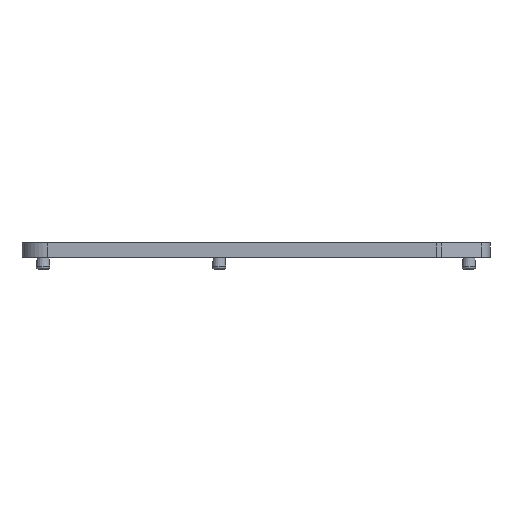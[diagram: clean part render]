
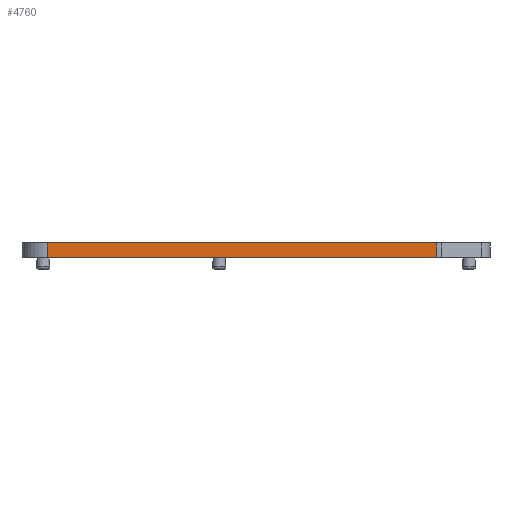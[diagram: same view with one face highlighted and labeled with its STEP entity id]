
A CAD part, front view. The second image highlights one B-rep face of the part: STEP entity #4760.
In plain terms, the highlighted planar face has unit normal (0, -1, 0).
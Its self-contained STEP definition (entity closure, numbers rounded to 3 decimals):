
#4269=CARTESIAN_POINT('',(-9.709,-244.318,-88.357));
#4270=VERTEX_POINT('',#4269);
#4443=CARTESIAN_POINT('',(49.767,-244.318,-88.357));
#4444=VERTEX_POINT('',#4443);
#4452=CARTESIAN_POINT('',(49.767,-244.318,-88.357));
#4453=DIRECTION('',(-1.,0.,0.));
#4454=VECTOR('',#4453,59.476);
#4455=LINE('',#4452,#4454);
#4456=EDGE_CURVE('',#4444,#4270,#4455,.T.);
#4730=CARTESIAN_POINT('',(20.029,-244.318,-89.457));
#4731=DIRECTION('',(0.,0.,1.));
#4732=DIRECTION('',(0.,-1.,0.));
#4733=AXIS2_PLACEMENT_3D('',#4730,#4732,#4731);
#4734=PLANE('',#4733);
#4735=CARTESIAN_POINT('',(49.767,-244.318,-90.557));
#4736=VERTEX_POINT('',#4735);
#4737=CARTESIAN_POINT('',(-9.709,-244.318,-90.557));
#4738=VERTEX_POINT('',#4737);
#4739=CARTESIAN_POINT('',(49.767,-244.318,-90.557));
#4740=DIRECTION('',(-1.,0.,0.));
#4741=VECTOR('',#4740,59.476);
#4742=LINE('',#4739,#4741);
#4743=EDGE_CURVE('',#4736,#4738,#4742,.T.);
#4744=ORIENTED_EDGE('E2194',*,*,#4743,.F.);
#4745=CARTESIAN_POINT('',(49.767,-244.318,-88.357));
#4746=DIRECTION('',(0.,0.,-1.));
#4747=VECTOR('',#4746,2.2);
#4748=LINE('',#4745,#4747);
#4749=EDGE_CURVE('',#4444,#4736,#4748,.T.);
#4750=ORIENTED_EDGE('E616',*,*,#4749,.F.);
#4751=ORIENTED_EDGE('E616',*,*,#4456,.T.);
#4752=CARTESIAN_POINT('',(-9.709,-244.318,-88.357));
#4753=DIRECTION('',(0.,0.,-1.));
#4754=VECTOR('',#4753,2.2);
#4755=LINE('',#4752,#4754);
#4756=EDGE_CURVE('',#4270,#4738,#4755,.T.);
#4757=ORIENTED_EDGE('E617',*,*,#4756,.T.);
#4758=EDGE_LOOP('',(#4744,#4750,#4751,#4757));
#4759=FACE_OUTER_BOUND('',#4758,.T.);
#4760=ADVANCED_FACE('F17',(#4759),#4734,.T.);
